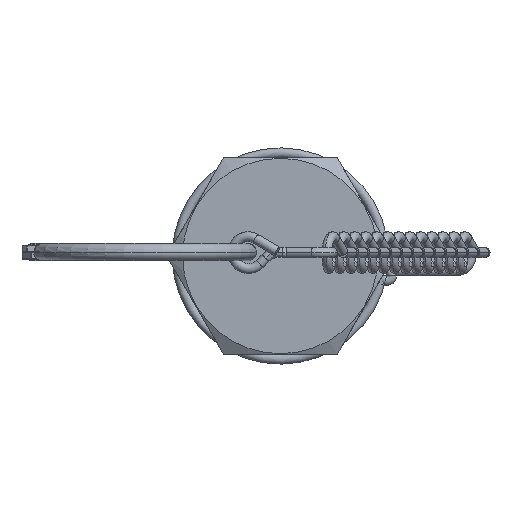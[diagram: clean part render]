
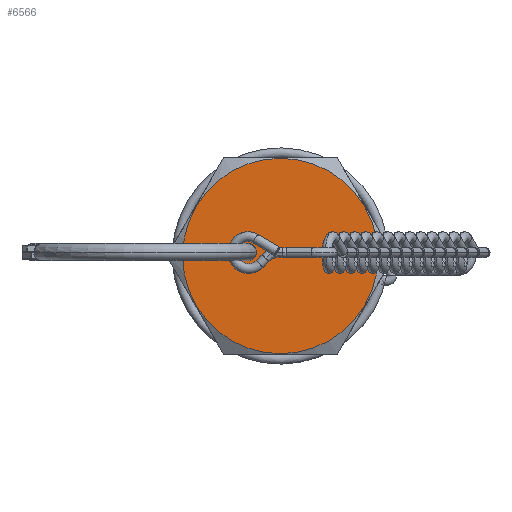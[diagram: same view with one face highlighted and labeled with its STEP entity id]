
A CAD part, left-side view. The second image highlights one B-rep face of the part: STEP entity #6566.
In plain terms, the highlighted face is planar.
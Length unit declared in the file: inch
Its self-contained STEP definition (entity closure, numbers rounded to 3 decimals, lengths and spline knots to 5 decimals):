
#16 = VERTEX_POINT ( 'NONE', #14238 ) ;
#1720 = DIRECTION ( 'NONE',  ( 0., 0., -1. ) ) ;
#1826 = CARTESIAN_POINT ( 'NONE',  ( 0., 1.37, 0. ) ) ;
#2109 = DIRECTION ( 'NONE',  ( 0., -1., 0. ) ) ;
#2284 = VERTEX_POINT ( 'NONE', #3157 ) ;
#2734 = ORIENTED_EDGE ( 'NONE', *, *, #7536, .F. ) ;
#3139 = DIRECTION ( 'NONE',  ( 0., 1., 0. ) ) ;
#3157 = CARTESIAN_POINT ( 'NONE',  ( 0., 1.37, 0.62125 ) ) ;
#5136 = FACE_OUTER_BOUND ( 'NONE', #11583, .T. ) ;
#6380 = ORIENTED_EDGE ( 'NONE', *, *, #12919, .F. ) ;
#6566 = ADVANCED_FACE ( 'NONE', ( #5136 ), #10413, .T. ) ;
#6811 = DIRECTION ( 'NONE',  ( 0., 0., 1. ) ) ;
#7493 = AXIS2_PLACEMENT_3D ( 'NONE', #1826, #11451, #1720 ) ;
#7536 = EDGE_CURVE ( 'NONE', #2284, #16, #14401, .T. ) ;
#9315 = AXIS2_PLACEMENT_3D ( 'NONE', #9374, #2109, #10606 ) ;
#9374 = CARTESIAN_POINT ( 'NONE',  ( 0., 1.37, 0. ) ) ;
#9624 = AXIS2_PLACEMENT_3D ( 'NONE', #15220, #3139, #6811 ) ;
#10413 = PLANE ( 'NONE',  #9624 ) ;
#10606 = DIRECTION ( 'NONE',  ( 0., 0., -1. ) ) ;
#11451 = DIRECTION ( 'NONE',  ( 0., -1., 0. ) ) ;
#11583 = EDGE_LOOP ( 'NONE', ( #6380, #2734 ) ) ;
#12752 = CIRCLE ( 'NONE', #7493, 0.62125 ) ;
#12919 = EDGE_CURVE ( 'NONE', #16, #2284, #12752, .T. ) ;
#14238 = CARTESIAN_POINT ( 'NONE',  ( 0., 1.37, -0.62125 ) ) ;
#14401 = CIRCLE ( 'NONE', #9315, 0.62125 ) ;
#15220 = CARTESIAN_POINT ( 'NONE',  ( 0., 1.37, 0. ) ) ;
